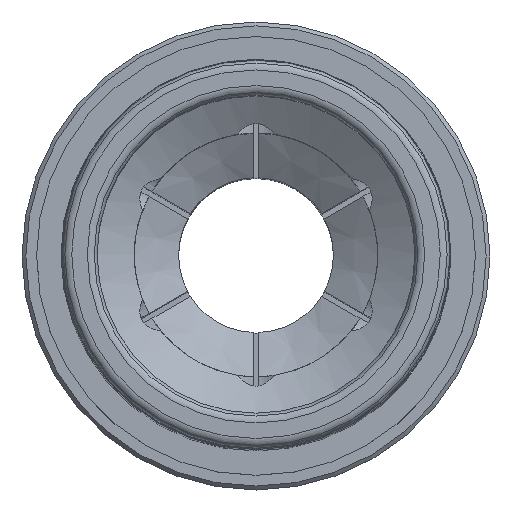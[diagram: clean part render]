
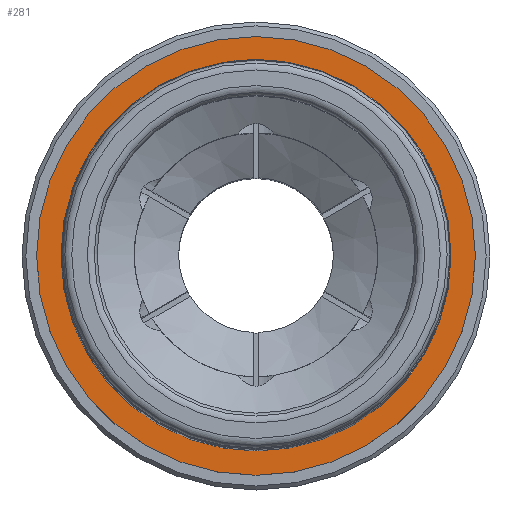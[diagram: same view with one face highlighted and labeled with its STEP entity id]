
A CAD part, top view. The second image highlights one B-rep face of the part: STEP entity #281.
In plain terms, the highlighted planar face has unit normal (0, 0, 1).
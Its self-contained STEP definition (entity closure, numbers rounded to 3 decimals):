
#281=ADVANCED_FACE('',(#368,#369),#343,.F.);
#343=PLANE('',#1196);
#368=FACE_BOUND('',#426,.T.);
#369=FACE_BOUND('',#427,.T.);
#426=EDGE_LOOP('',(#520));
#427=EDGE_LOOP('',(#521));
#520=ORIENTED_EDGE('',*,*,#949,.T.);
#521=ORIENTED_EDGE('',*,*,#950,.T.);
#834=VERTEX_POINT('',#1623);
#835=VERTEX_POINT('',#1625);
#949=EDGE_CURVE('',#834,#834,#1106,.T.);
#950=EDGE_CURVE('',#835,#835,#1107,.T.);
#1106=CIRCLE('',#1194,11.25);
#1107=CIRCLE('',#1195,10.);
#1194=AXIS2_PLACEMENT_3D('',#1622,#1322,#1323);
#1195=AXIS2_PLACEMENT_3D('',#1624,#1324,#1325);
#1196=AXIS2_PLACEMENT_3D('',#1626,#1326,#1327);
#1322=DIRECTION('',(0.,0.,1.));
#1323=DIRECTION('',(-1.,0.,0.));
#1324=DIRECTION('',(0.,0.,-1.));
#1325=DIRECTION('',(-1.,0.,0.));
#1326=DIRECTION('',(0.,0.,-1.));
#1327=DIRECTION('',(1.,0.,0.));
#1622=CARTESIAN_POINT('',(0.,0.,0.));
#1623=CARTESIAN_POINT('',(-11.25,0.,0.));
#1624=CARTESIAN_POINT('',(0.,0.,0.));
#1625=CARTESIAN_POINT('',(-10.,0.,0.));
#1626=CARTESIAN_POINT('',(0.,9.65,0.));
